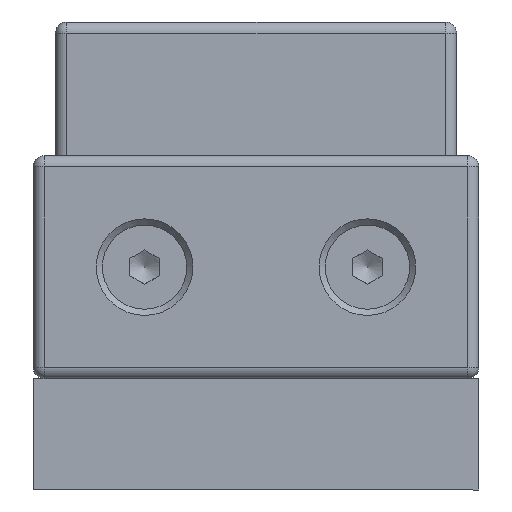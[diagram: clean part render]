
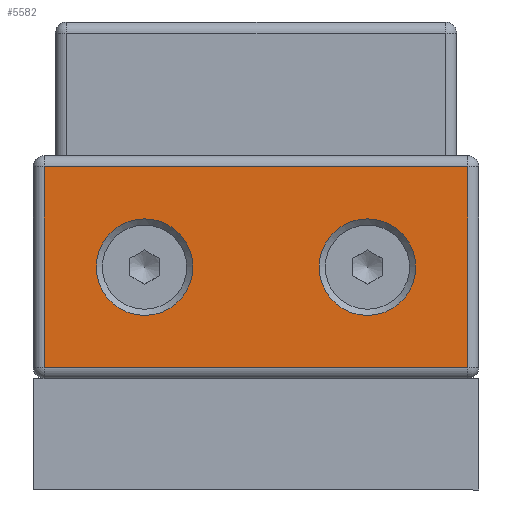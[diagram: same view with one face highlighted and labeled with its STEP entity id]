
A CAD part, front view. The second image highlights one B-rep face of the part: STEP entity #5582.
In plain terms, the highlighted face is planar.
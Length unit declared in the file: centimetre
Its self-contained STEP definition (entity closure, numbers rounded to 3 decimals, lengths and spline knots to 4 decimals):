
#152=FACE_BOUND('',#1243,.T.);
#153=FACE_BOUND('',#1244,.T.);
#536=CIRCLE('',#6296,6.5);
#537=CIRCLE('',#6297,6.5);
#886=FACE_OUTER_BOUND('',#1242,.T.);
#1242=EDGE_LOOP('',(#4783,#4784,#4785,#4786));
#1243=EDGE_LOOP('',(#4787));
#1244=EDGE_LOOP('',(#4788));
#1711=LINE('',#9486,#2183);
#1713=LINE('',#9494,#2185);
#1715=LINE('',#9504,#2187);
#1717=LINE('',#9513,#2189);
#2183=VECTOR('',#7734,10.);
#2185=VECTOR('',#7742,10.);
#2187=VECTOR('',#7754,10.);
#2189=VECTOR('',#7766,10.);
#2675=VERTEX_POINT('',#9479);
#2678=VERTEX_POINT('',#9484);
#2681=VERTEX_POINT('',#9492);
#2684=VERTEX_POINT('',#9502);
#2692=VERTEX_POINT('',#9537);
#2693=VERTEX_POINT('',#9539);
#3379=EDGE_CURVE('',#2678,#2675,#1711,.T.);
#3383=EDGE_CURVE('',#2681,#2678,#1713,.T.);
#3388=EDGE_CURVE('',#2684,#2681,#1715,.T.);
#3393=EDGE_CURVE('',#2675,#2684,#1717,.T.);
#3405=EDGE_CURVE('',#2692,#2692,#536,.T.);
#3406=EDGE_CURVE('',#2693,#2693,#537,.T.);
#4783=ORIENTED_EDGE('',*,*,#3379,.F.);
#4784=ORIENTED_EDGE('',*,*,#3383,.F.);
#4785=ORIENTED_EDGE('',*,*,#3388,.F.);
#4786=ORIENTED_EDGE('',*,*,#3393,.F.);
#4787=ORIENTED_EDGE('',*,*,#3405,.T.);
#4788=ORIENTED_EDGE('',*,*,#3406,.T.);
#5312=PLANE('',#6295);
#5582=ADVANCED_FACE('',(#886,#152,#153),#5312,.T.);
#6295=AXIS2_PLACEMENT_3D('',#9536,#7794,#7795);
#6296=AXIS2_PLACEMENT_3D('',#9538,#7796,#7797);
#6297=AXIS2_PLACEMENT_3D('',#9540,#7798,#7799);
#7734=DIRECTION('',(0.,-1.,0.));
#7742=DIRECTION('',(1.,0.,0.));
#7754=DIRECTION('',(0.,1.,0.));
#7766=DIRECTION('',(-1.,0.,0.));
#7794=DIRECTION('center_axis',(0.,0.,1.));
#7795=DIRECTION('ref_axis',(1.,0.,0.));
#7796=DIRECTION('center_axis',(0.,0.,-1.));
#7797=DIRECTION('ref_axis',(1.,0.,0.));
#7798=DIRECTION('center_axis',(0.,0.,-1.));
#7799=DIRECTION('ref_axis',(1.,0.,0.));
#9479=CARTESIAN_POINT('',(123.2777,23.1891,10.));
#9484=CARTESIAN_POINT('',(123.2777,50.1891,10.));
#9486=CARTESIAN_POINT('',(123.2777,29.9391,10.));
#9492=CARTESIAN_POINT('',(66.2777,50.1891,10.));
#9494=CARTESIAN_POINT('',(109.0277,50.1891,10.));
#9502=CARTESIAN_POINT('',(66.2777,23.1891,10.));
#9504=CARTESIAN_POINT('',(66.2777,43.4391,10.));
#9513=CARTESIAN_POINT('',(80.5277,23.1891,10.));
#9536=CARTESIAN_POINT('Origin',(94.7777,36.6891,10.));
#9537=CARTESIAN_POINT('',(73.2777,36.6891,10.));
#9538=CARTESIAN_POINT('Origin',(79.7777,36.6891,10.));
#9539=CARTESIAN_POINT('',(103.2777,36.6891,10.));
#9540=CARTESIAN_POINT('Origin',(109.7777,36.6891,10.));
